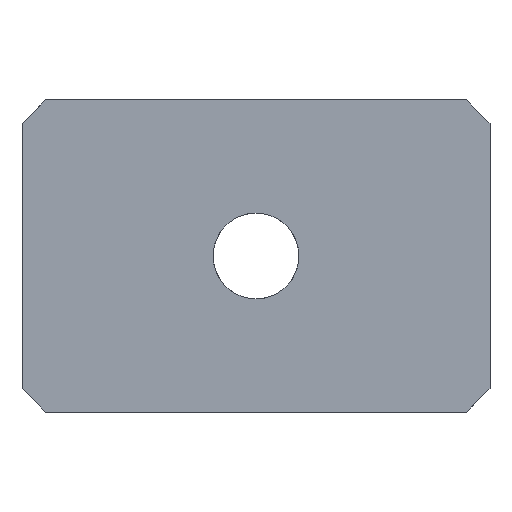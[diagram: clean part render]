
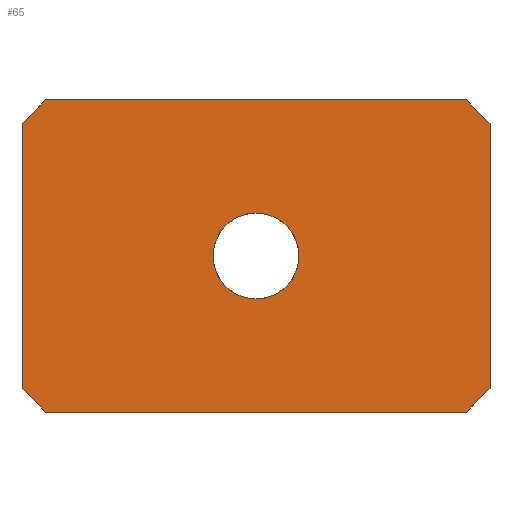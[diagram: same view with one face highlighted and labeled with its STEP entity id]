
A CAD part, front view. The second image highlights one B-rep face of the part: STEP entity #65.
In plain terms, the highlighted planar face has unit normal (0, -1, 0).
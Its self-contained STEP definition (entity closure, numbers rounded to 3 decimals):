
#65=ADVANCED_FACE('',(#125,#79),#811,.T.);
#79=FACE_BOUND('',#185,.T.);
#125=FACE_OUTER_BOUND('',#184,.T.);
#184=EDGE_LOOP('',(#394,#395,#396,#397,#398,#399,#400,#401));
#185=EDGE_LOOP('',(#402,#403));
#394=ORIENTED_EDGE('',*,*,#542,.F.);
#395=ORIENTED_EDGE('',*,*,#548,.F.);
#396=ORIENTED_EDGE('',*,*,#543,.F.);
#397=ORIENTED_EDGE('',*,*,#552,.F.);
#398=ORIENTED_EDGE('',*,*,#544,.F.);
#399=ORIENTED_EDGE('',*,*,#559,.F.);
#400=ORIENTED_EDGE('',*,*,#545,.F.);
#401=ORIENTED_EDGE('',*,*,#557,.F.);
#402=ORIENTED_EDGE('',*,*,#564,.T.);
#403=ORIENTED_EDGE('',*,*,#566,.T.);
#542=EDGE_CURVE('',#756,#757,#670,.T.);
#543=EDGE_CURVE('',#759,#758,#671,.T.);
#544=EDGE_CURVE('',#761,#760,#672,.T.);
#545=EDGE_CURVE('',#763,#762,#673,.T.);
#548=EDGE_CURVE('',#758,#756,#676,.T.);
#552=EDGE_CURVE('',#760,#759,#680,.T.);
#557=EDGE_CURVE('',#757,#763,#685,.T.);
#559=EDGE_CURVE('',#762,#761,#687,.T.);
#564=EDGE_CURVE('',#755,#754,#588,.T.);
#566=EDGE_CURVE('',#754,#755,#590,.T.);
#588=(
BOUNDED_CURVE()
B_SPLINE_CURVE(2,(#1733,#1734,#1735,#1736,#1737),.UNSPECIFIED.,.F.,.F.)
B_SPLINE_CURVE_WITH_KNOTS((3,2,3),(0.,8.639,17.279),
 .UNSPECIFIED.)
CURVE()
GEOMETRIC_REPRESENTATION_ITEM()
RATIONAL_B_SPLINE_CURVE((1.,0.707,1.,0.707,1.))
REPRESENTATION_ITEM('')
);
#590=(
BOUNDED_CURVE()
B_SPLINE_CURVE(2,(#1743,#1744,#1745,#1746,#1747),.UNSPECIFIED.,.F.,.F.)
B_SPLINE_CURVE_WITH_KNOTS((3,2,3),(0.,8.639,17.279),
 .UNSPECIFIED.)
CURVE()
GEOMETRIC_REPRESENTATION_ITEM()
RATIONAL_B_SPLINE_CURVE((1.,0.707,1.,0.707,1.))
REPRESENTATION_ITEM('')
);
#670=B_SPLINE_CURVE_WITH_KNOTS('',1,(#1689,#1690),.UNSPECIFIED.,.F.,.F.,
(2,2),(-53.967,0.),.UNSPECIFIED.);
#671=B_SPLINE_CURVE_WITH_KNOTS('',1,(#1691,#1692),.UNSPECIFIED.,.F.,.F.,
(2,2),(0.,34.),.UNSPECIFIED.);
#672=B_SPLINE_CURVE_WITH_KNOTS('',1,(#1693,#1694),.UNSPECIFIED.,.F.,.F.,
(2,2),(0.,53.967),.UNSPECIFIED.);
#673=B_SPLINE_CURVE_WITH_KNOTS('',1,(#1695,#1696),.UNSPECIFIED.,.F.,.F.,
(2,2),(-34.,0.),.UNSPECIFIED.);
#676=B_SPLINE_CURVE_WITH_KNOTS('',1,(#1701,#1702),.UNSPECIFIED.,.F.,.F.,
(2,2),(0.,4.243),.UNSPECIFIED.);
#680=B_SPLINE_CURVE_WITH_KNOTS('',1,(#1709,#1710),.UNSPECIFIED.,.F.,.F.,
(2,2),(0.,4.243),.UNSPECIFIED.);
#685=B_SPLINE_CURVE_WITH_KNOTS('',1,(#1719,#1720),.UNSPECIFIED.,.F.,.F.,
(2,2),(-4.243,0.),.UNSPECIFIED.);
#687=B_SPLINE_CURVE_WITH_KNOTS('',1,(#1723,#1724),.UNSPECIFIED.,.F.,.F.,
(2,2),(-4.243,0.),.UNSPECIFIED.);
#754=VERTEX_POINT('',#1671);
#755=VERTEX_POINT('',#1672);
#756=VERTEX_POINT('',#1673);
#757=VERTEX_POINT('',#1674);
#758=VERTEX_POINT('',#1675);
#759=VERTEX_POINT('',#1676);
#760=VERTEX_POINT('',#1677);
#761=VERTEX_POINT('',#1678);
#762=VERTEX_POINT('',#1679);
#763=VERTEX_POINT('',#1680);
#811=PLANE('',#1028);
#1028=AXIS2_PLACEMENT_3D('',#1616,#1074,$);
#1074=DIRECTION('',(0.,-1.,0.));
#1616=CARTESIAN_POINT('',(-35.981,0.,-29.501));
#1671=CARTESIAN_POINT('',(0.,0.,-11.));
#1672=CARTESIAN_POINT('',(0.,0.,0.));
#1673=CARTESIAN_POINT('',(26.983,0.,-25.5));
#1674=CARTESIAN_POINT('',(-26.983,0.,-25.5));
#1675=CARTESIAN_POINT('',(29.983,0.,-22.5));
#1676=CARTESIAN_POINT('',(29.983,0.,11.5));
#1677=CARTESIAN_POINT('',(26.983,0.,14.5));
#1678=CARTESIAN_POINT('',(-26.983,0.,14.5));
#1679=CARTESIAN_POINT('',(-29.983,0.,11.5));
#1680=CARTESIAN_POINT('',(-29.983,0.,-22.5));
#1689=CARTESIAN_POINT('',(26.983,0.,-25.5));
#1690=CARTESIAN_POINT('',(-26.983,0.,-25.5));
#1691=CARTESIAN_POINT('',(29.983,0.,11.5));
#1692=CARTESIAN_POINT('',(29.983,0.,-22.5));
#1693=CARTESIAN_POINT('',(-26.983,0.,14.5));
#1694=CARTESIAN_POINT('',(26.983,0.,14.5));
#1695=CARTESIAN_POINT('',(-29.983,0.,-22.5));
#1696=CARTESIAN_POINT('',(-29.983,0.,11.5));
#1701=CARTESIAN_POINT('',(29.983,0.,-22.5));
#1702=CARTESIAN_POINT('',(26.983,0.,-25.5));
#1709=CARTESIAN_POINT('',(26.983,0.,14.5));
#1710=CARTESIAN_POINT('',(29.983,0.,11.5));
#1719=CARTESIAN_POINT('',(-26.983,0.,-25.5));
#1720=CARTESIAN_POINT('',(-29.983,0.,-22.5));
#1723=CARTESIAN_POINT('',(-29.983,0.,11.5));
#1724=CARTESIAN_POINT('',(-26.983,0.,14.5));
#1733=CARTESIAN_POINT('',(0.,0.,0.));
#1734=CARTESIAN_POINT('',(5.5,0.,0.));
#1735=CARTESIAN_POINT('',(5.5,0.,-5.5));
#1736=CARTESIAN_POINT('',(5.5,0.,-11.));
#1737=CARTESIAN_POINT('',(0.,0.,-11.));
#1743=CARTESIAN_POINT('',(0.,0.,-11.));
#1744=CARTESIAN_POINT('',(-5.5,0.,-11.));
#1745=CARTESIAN_POINT('',(-5.5,0.,-5.5));
#1746=CARTESIAN_POINT('',(-5.5,0.,0.));
#1747=CARTESIAN_POINT('',(0.,0.,0.));
